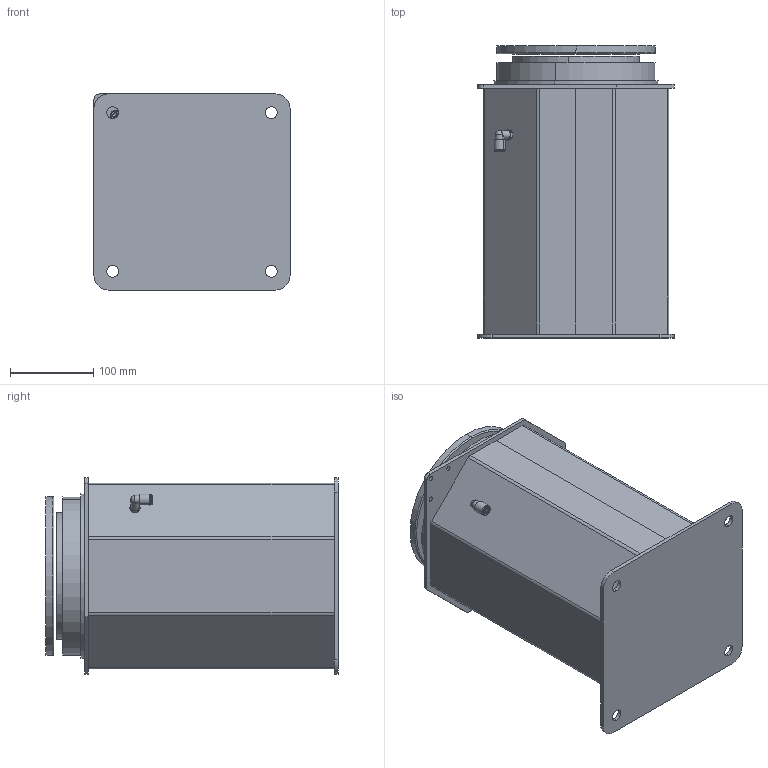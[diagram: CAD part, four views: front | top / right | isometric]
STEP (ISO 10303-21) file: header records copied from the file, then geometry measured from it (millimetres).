
FILE_DESCRIPTION (( 'STEP AP203' ), '1' );
FILE_NAME ('64-25616 oct.STEP', '2018-03-20T20:14:13', ( 'Install' ), ( 'Microsoft' ), 'SwSTEP 2.0', 'SolidWorks 2018', '' );
FILE_SCHEMA (( 'CONFIG_CONTROL_DESIGN' ));
Length unit declared in the file: inch
Products named in the file (1): 64-25616 oct
Bounding box: 235 x 350 x 235 mm (x, y, z)
Surface area: 489315.3 mm2 (no closed solid volume)
Topology: 0 solids, 24 shells, 173 faces, 569 edges, 421 vertices
Faces by surface type: plane 72, cylinder 71, cone 19, torus 10, sphere 1
Entity records: 6523 total; most frequent: CARTESIAN_POINT 1281, DIRECTION 1162, ORIENTED_EDGE 865, EDGE_CURVE 567, AXIS2_PLACEMENT_3D 441, VERTEX_POINT 420, VECTOR 280, LINE 280
